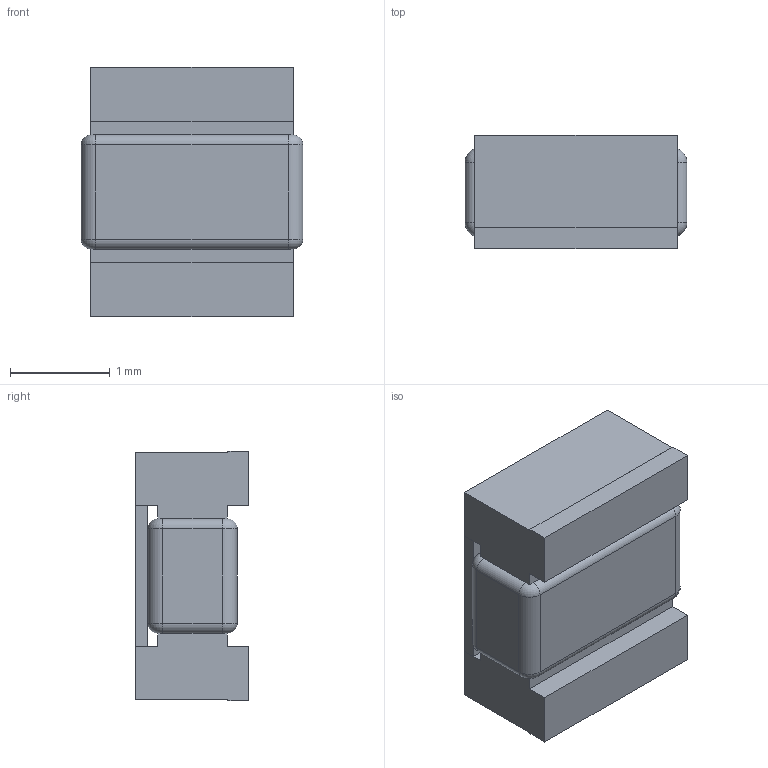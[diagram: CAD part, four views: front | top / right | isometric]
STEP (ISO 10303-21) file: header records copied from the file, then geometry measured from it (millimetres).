
FILE_DESCRIPTION (( 'STEP AP214' ), '1' );
FILE_NAME ('D623B92D-1667-4D27-B40D-3BF575627CFA.STEP', '2024-03-15T02:16:54', ( '' ), ( '' ), 'SwSTEP 2.0', 'SolidWorks 2022', '' );
FILE_SCHEMA (( 'AUTOMOTIVE_DESIGN' ));
Length unit declared in the file: millimetre
Products named in the file (1): D623B92D-1667-4D27-B40D-3BF575627CFA
Bounding box: 2.23 x 1.14 x 2.51 mm (x, y, z)
Volume: 5.5 mm3; surface area: 28.9 mm2
Topology: 2 solids, 2 shells, 61 faces, 146 edges, 92 vertices
Faces by surface type: plane 35, cylinder 18, torus 8
Entity records: 2148 total; most frequent: CARTESIAN_POINT 348, ORIENTED_EDGE 292, DIRECTION 290, EDGE_CURVE 146, AXIS2_PLACEMENT_3D 98, LINE 94, VECTOR 94, VERTEX_POINT 92
